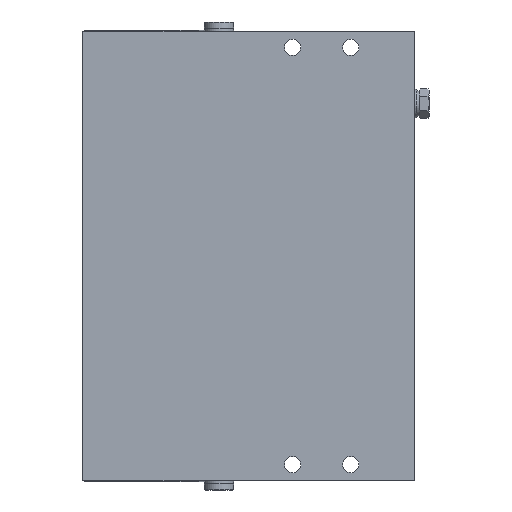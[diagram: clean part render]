
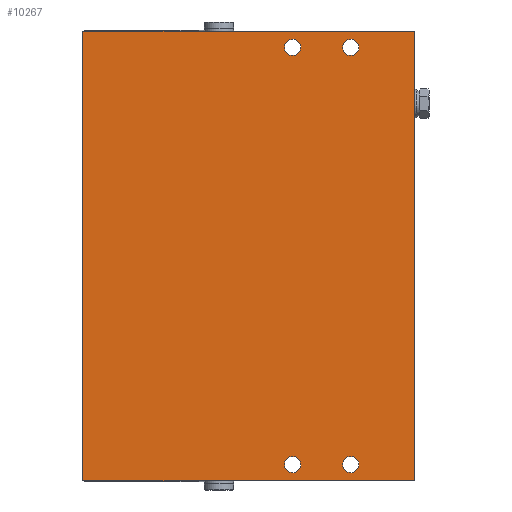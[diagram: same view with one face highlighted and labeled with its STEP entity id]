
A CAD part, front view. The second image highlights one B-rep face of the part: STEP entity #10267.
In plain terms, the highlighted planar face has unit normal (0, -1, 0).
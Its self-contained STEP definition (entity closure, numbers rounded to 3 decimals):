
#581=CIRCLE('',#11422,2.25);
#582=CIRCLE('',#11423,2.25);
#583=CIRCLE('',#11424,2.25);
#584=CIRCLE('',#11425,2.25);
#1306=ORIENTED_EDGE('',*,*,#4007,.T.);
#1307=ORIENTED_EDGE('',*,*,#4008,.T.);
#1308=ORIENTED_EDGE('',*,*,#4009,.T.);
#1309=ORIENTED_EDGE('',*,*,#4010,.T.);
#1310=ORIENTED_EDGE('',*,*,#4011,.T.);
#1311=ORIENTED_EDGE('',*,*,#4012,.F.);
#1312=ORIENTED_EDGE('',*,*,#3962,.F.);
#1313=ORIENTED_EDGE('',*,*,#3654,.T.);
#3654=EDGE_CURVE('',#5010,#5009,#6046,.T.);
#3962=EDGE_CURVE('',#5010,#5316,#6217,.T.);
#4007=EDGE_CURVE('',#5354,#5354,#581,.T.);
#4008=EDGE_CURVE('',#5355,#5355,#582,.T.);
#4009=EDGE_CURVE('',#5356,#5356,#583,.T.);
#4010=EDGE_CURVE('',#5357,#5357,#584,.T.);
#4011=EDGE_CURVE('',#5009,#5358,#6240,.T.);
#4012=EDGE_CURVE('',#5316,#5358,#6241,.T.);
#5009=VERTEX_POINT('',#15701);
#5010=VERTEX_POINT('',#15703);
#5316=VERTEX_POINT('',#16319);
#5354=VERTEX_POINT('',#16436);
#5355=VERTEX_POINT('',#16438);
#5356=VERTEX_POINT('',#16440);
#5357=VERTEX_POINT('',#16442);
#5358=VERTEX_POINT('',#16444);
#6046=LINE('',#15702,#6838);
#6217=LINE('',#16318,#7009);
#6240=LINE('',#16443,#7032);
#6241=LINE('',#16445,#7033);
#6838=VECTOR('',#12478,1000.);
#7009=VECTOR('',#12927,1000.);
#7032=VECTOR('',#13006,1000.);
#7033=VECTOR('',#13007,1000.);
#7776=EDGE_LOOP('',(#1306));
#7777=EDGE_LOOP('',(#1307));
#7778=EDGE_LOOP('',(#1308));
#7779=EDGE_LOOP('',(#1309));
#7780=EDGE_LOOP('',(#1310,#1311,#1312,#1313));
#8892=FACE_BOUND('',#7776,.T.);
#8893=FACE_BOUND('',#7777,.T.);
#8894=FACE_BOUND('',#7778,.T.);
#8895=FACE_BOUND('',#7779,.T.);
#8896=FACE_BOUND('',#7780,.T.);
#9885=PLANE('',#11421);
#10267=ADVANCED_FACE('',(#8892,#8893,#8894,#8895,#8896),#9885,.F.);
#11421=AXIS2_PLACEMENT_3D('',#16434,#12996,#12997);
#11422=AXIS2_PLACEMENT_3D('',#16435,#12998,#12999);
#11423=AXIS2_PLACEMENT_3D('',#16437,#13000,#13001);
#11424=AXIS2_PLACEMENT_3D('',#16439,#13002,#13003);
#11425=AXIS2_PLACEMENT_3D('',#16441,#13004,#13005);
#12478=DIRECTION('',(0.,0.,-1.));
#12927=DIRECTION('',(1.,0.,0.));
#12996=DIRECTION('',(0.,1.,0.));
#12997=DIRECTION('',(0.,0.,1.));
#12998=DIRECTION('',(0.,1.,0.));
#12999=DIRECTION('',(1.,0.,0.));
#13000=DIRECTION('',(0.,1.,0.));
#13001=DIRECTION('',(1.,0.,0.));
#13002=DIRECTION('',(0.,1.,0.));
#13003=DIRECTION('',(1.,0.,0.));
#13004=DIRECTION('',(0.,1.,0.));
#13005=DIRECTION('',(1.,0.,0.));
#13006=DIRECTION('',(1.,0.,0.));
#13007=DIRECTION('',(0.,0.,-1.));
#15701=CARTESIAN_POINT('',(0.,-23.,0.));
#15702=CARTESIAN_POINT('',(0.,-23.,124.));
#15703=CARTESIAN_POINT('',(0.,-23.,124.));
#16318=CARTESIAN_POINT('',(0.,-23.,124.));
#16319=CARTESIAN_POINT('',(91.5,-23.,124.));
#16434=CARTESIAN_POINT('',(0.,-23.,124.));
#16435=CARTESIAN_POINT('',(33.65,-23.,4.5));
#16436=CARTESIAN_POINT('',(35.9,-23.,4.5));
#16437=CARTESIAN_POINT('',(17.65,-23.,119.5));
#16438=CARTESIAN_POINT('',(19.9,-23.,119.5));
#16439=CARTESIAN_POINT('',(33.65,-23.,119.5));
#16440=CARTESIAN_POINT('',(35.9,-23.,119.5));
#16441=CARTESIAN_POINT('',(17.65,-23.,4.5));
#16442=CARTESIAN_POINT('',(19.9,-23.,4.5));
#16443=CARTESIAN_POINT('',(0.,-23.,0.));
#16444=CARTESIAN_POINT('',(91.5,-23.,0.));
#16445=CARTESIAN_POINT('',(91.5,-23.,124.));
